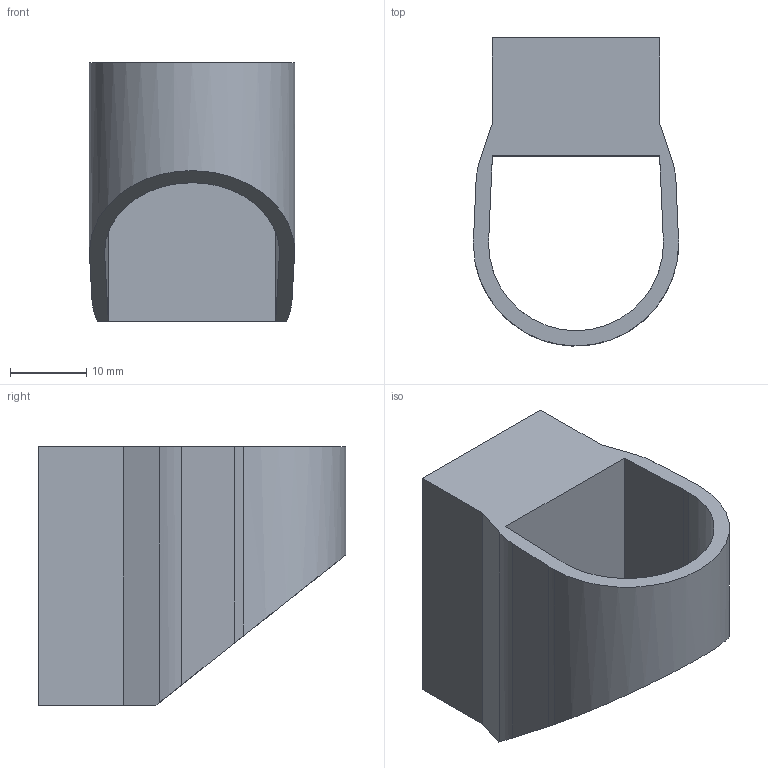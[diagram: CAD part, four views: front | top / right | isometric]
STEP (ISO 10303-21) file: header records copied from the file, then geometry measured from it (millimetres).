
FILE_DESCRIPTION (( 'STEP AP214' ), '1' );
FILE_NAME ('Base Compartment.STEP', '2025-05-25T13:05:31', ( '' ), ( '' ), 'SwSTEP 2.0', 'SolidWorks 2020', '' );
FILE_SCHEMA (( 'AUTOMOTIVE_DESIGN' ));
Length unit declared in the file: millimetre
Products named in the file (1): Base Compartment
Bounding box: 27 x 40.5 x 34 mm (x, y, z)
Volume: 6216 mm3; surface area: 7636.1 mm2
Topology: 1 solids, 1 shells, 35 faces, 100 edges, 66 vertices
Faces by surface type: plane 25, cylinder 10
Entity records: 1168 total; most frequent: CARTESIAN_POINT 226, ORIENTED_EDGE 200, DIRECTION 176, EDGE_CURVE 100, VECTOR 80, LINE 80, VERTEX_POINT 66, AXIS2_PLACEMENT_3D 48
